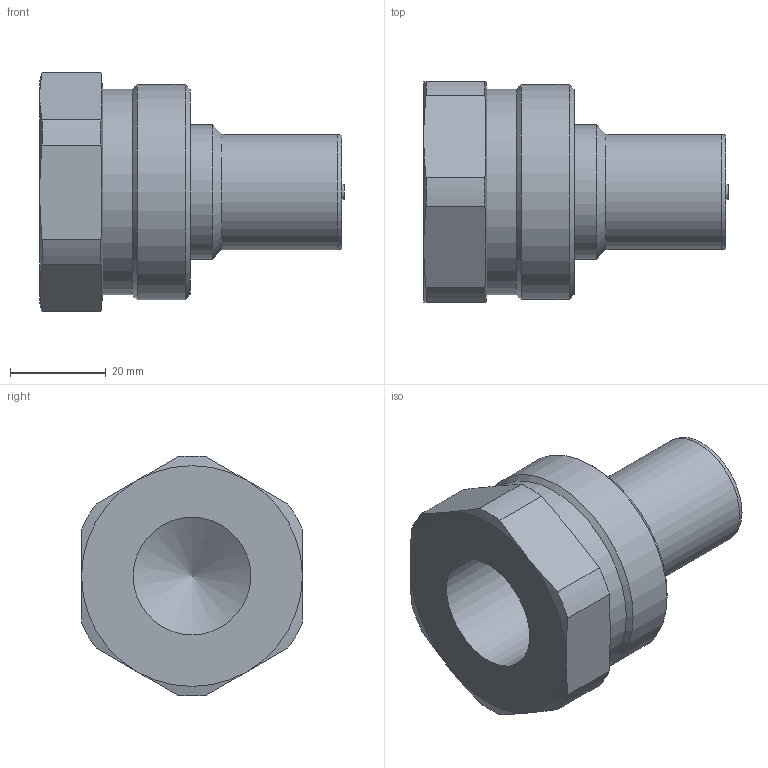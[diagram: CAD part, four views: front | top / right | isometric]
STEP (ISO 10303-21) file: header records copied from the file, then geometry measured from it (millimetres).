
FILE_DESCRIPTION (( 'STEP AP203' ), '1' );
FILE_NAME ('BH19.1104_IC_JV.STEP', '2015-12-18T14:51:48', ( '' ), ( '' ), 'SwSTEP 2.0', 'SolidWorks 2015', '' );
FILE_SCHEMA (( 'CONFIG_CONTROL_DESIGN' ));
Length unit declared in the file: millimetre
Products named in the file (1): BH19.1104_IC_JV
Bounding box: 63.5 x 46 x 49.98 mm (x, y, z)
Volume: 56029.7 mm3; surface area: 12166.5 mm2
Topology: 1 solids, 1 shells, 34 faces, 78 edges, 48 vertices
Faces by surface type: cylinder 12, cone 12, plane 10
Full cylindrical faces by diameter (mm): 3 x1, 24 x1, 24.5 x1, 28 x1, 42.83 x1, 44.83 x1
Entity records: 985 total; most frequent: CARTESIAN_POINT 223, DIRECTION 146, ORIENTED_EDGE 124, AXIS2_PLACEMENT_3D 67, EDGE_CURVE 62, EDGE_LOOP 48, VERTEX_POINT 44, FACE_OUTER_BOUND 40
